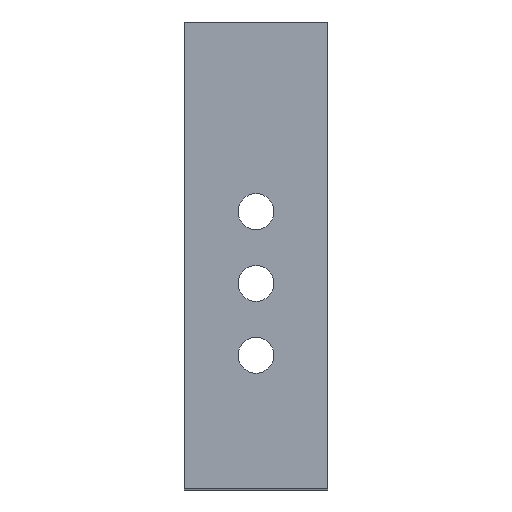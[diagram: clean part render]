
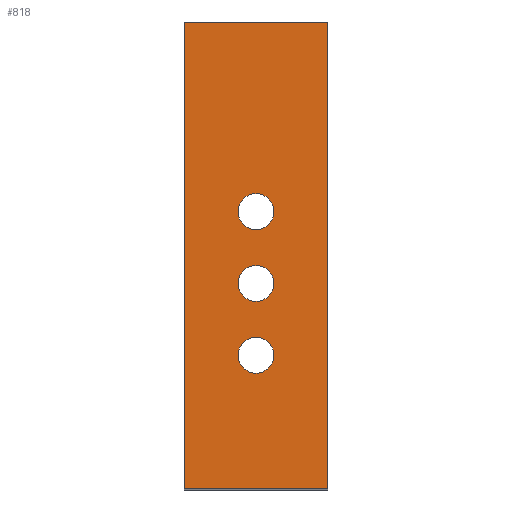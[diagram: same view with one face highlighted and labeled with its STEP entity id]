
A CAD part, top view. The second image highlights one B-rep face of the part: STEP entity #818.
In plain terms, the highlighted planar face has unit normal (0, 0, 1).
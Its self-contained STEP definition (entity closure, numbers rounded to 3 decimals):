
#6 = CARTESIAN_POINT ( 'NONE',  ( -35.752, -41.372, 3. ) ) ;
#13 = VECTOR ( 'NONE', #605, 1000. ) ;
#16 = CARTESIAN_POINT ( 'NONE',  ( -23.252, -59.972, 3. ) ) ;
#20 = LINE ( 'NONE', #566, #295 ) ;
#29 = CARTESIAN_POINT ( 'NONE',  ( -33.252, -31.372, 3. ) ) ;
#36 = CARTESIAN_POINT ( 'NONE',  ( -30.752, -41.372, 3. ) ) ;
#45 = AXIS2_PLACEMENT_3D ( 'NONE', #29, #586, #872 ) ;
#49 = CARTESIAN_POINT ( 'NONE',  ( -43.252, 5.028, 3. ) ) ;
#64 = ORIENTED_EDGE ( 'NONE', *, *, #595, .T. ) ;
#80 = CIRCLE ( 'NONE', #893, 2.5 ) ;
#89 = VERTEX_POINT ( 'NONE', #544 ) ;
#94 = DIRECTION ( 'NONE',  ( 1., 0., 0. ) ) ;
#97 = VERTEX_POINT ( 'NONE', #110 ) ;
#100 = EDGE_CURVE ( 'NONE', #89, #247, #268, .T. ) ;
#110 = CARTESIAN_POINT ( 'NONE',  ( -23.252, -59.972, 3. ) ) ;
#122 = CARTESIAN_POINT ( 'NONE',  ( -33.252, -41.372, 3. ) ) ;
#131 = DIRECTION ( 'NONE',  ( 1., 0., 0. ) ) ;
#146 = DIRECTION ( 'NONE',  ( 0., 1., 0. ) ) ;
#171 = DIRECTION ( 'NONE',  ( 0., 0., 1. ) ) ;
#200 = CARTESIAN_POINT ( 'NONE',  ( -35.752, -21.372, 3. ) ) ;
#201 = ORIENTED_EDGE ( 'NONE', *, *, #491, .T. ) ;
#204 = AXIS2_PLACEMENT_3D ( 'NONE', #269, #613, #905 ) ;
#214 = CARTESIAN_POINT ( 'NONE',  ( -30.752, -31.372, 3. ) ) ;
#230 = FACE_BOUND ( 'NONE', #443, .T. ) ;
#237 = EDGE_CURVE ( 'NONE', #523, #270, #361, .T. ) ;
#243 = VERTEX_POINT ( 'NONE', #752 ) ;
#244 = EDGE_CURVE ( 'NONE', #817, #844, #884, .T. ) ;
#247 = VERTEX_POINT ( 'NONE', #49 ) ;
#268 = LINE ( 'NONE', #754, #899 ) ;
#269 = CARTESIAN_POINT ( 'NONE',  ( -33.252, -31.372, 3. ) ) ;
#270 = VERTEX_POINT ( 'NONE', #678 ) ;
#278 = EDGE_LOOP ( 'NONE', ( #551, #64, #201, #354 ) ) ;
#285 = DIRECTION ( 'NONE',  ( 0., -1., 0. ) ) ;
#295 = VECTOR ( 'NONE', #285, 1000. ) ;
#298 = CARTESIAN_POINT ( 'NONE',  ( 0., 0., 3. ) ) ;
#327 = LINE ( 'NONE', #795, #13 ) ;
#348 = AXIS2_PLACEMENT_3D ( 'NONE', #478, #755, #131 ) ;
#354 = ORIENTED_EDGE ( 'NONE', *, *, #100, .T. ) ;
#361 = CIRCLE ( 'NONE', #45, 2.5 ) ;
#366 = PLANE ( 'NONE',  #387 ) ;
#387 = AXIS2_PLACEMENT_3D ( 'NONE', #298, #574, #94 ) ;
#399 = EDGE_CURVE ( 'NONE', #844, #817, #712, .T. ) ;
#443 = EDGE_LOOP ( 'NONE', ( #783, #618 ) ) ;
#448 = DIRECTION ( 'NONE',  ( 1., 0., 0. ) ) ;
#474 = CARTESIAN_POINT ( 'NONE',  ( -30.752, -21.372, 3. ) ) ;
#477 = ORIENTED_EDGE ( 'NONE', *, *, #237, .F. ) ;
#478 = CARTESIAN_POINT ( 'NONE',  ( -33.252, -41.372, 3. ) ) ;
#491 = EDGE_CURVE ( 'NONE', #97, #89, #766, .T. ) ;
#494 = EDGE_LOOP ( 'NONE', ( #477, #653 ) ) ;
#505 = FACE_BOUND ( 'NONE', #494, .T. ) ;
#519 = CARTESIAN_POINT ( 'NONE',  ( -33.252, -21.372, 3. ) ) ;
#523 = VERTEX_POINT ( 'NONE', #214 ) ;
#544 = CARTESIAN_POINT ( 'NONE',  ( -23.252, 5.028, 3. ) ) ;
#551 = ORIENTED_EDGE ( 'NONE', *, *, #782, .T. ) ;
#563 = DIRECTION ( 'NONE',  ( 0., 0., 1. ) ) ;
#566 = CARTESIAN_POINT ( 'NONE',  ( -43.252, -59.972, 3. ) ) ;
#572 = EDGE_LOOP ( 'NONE', ( #851, #669 ) ) ;
#574 = DIRECTION ( 'NONE',  ( 0., 0., 1. ) ) ;
#586 = DIRECTION ( 'NONE',  ( 0., 0., 1. ) ) ;
#595 = EDGE_CURVE ( 'NONE', #243, #97, #327, .T. ) ;
#605 = DIRECTION ( 'NONE',  ( 1., 0., 0. ) ) ;
#611 = EDGE_CURVE ( 'NONE', #660, #859, #779, .T. ) ;
#613 = DIRECTION ( 'NONE',  ( 0., 0., 1. ) ) ;
#618 = ORIENTED_EDGE ( 'NONE', *, *, #611, .F. ) ;
#623 = AXIS2_PLACEMENT_3D ( 'NONE', #122, #670, #747 ) ;
#642 = DIRECTION ( 'NONE',  ( 1., 0., 0. ) ) ;
#653 = ORIENTED_EDGE ( 'NONE', *, *, #654, .F. ) ;
#654 = EDGE_CURVE ( 'NONE', #270, #523, #881, .T. ) ;
#660 = VERTEX_POINT ( 'NONE', #200 ) ;
#669 = ORIENTED_EDGE ( 'NONE', *, *, #244, .F. ) ;
#670 = DIRECTION ( 'NONE',  ( 0., 0., 1. ) ) ;
#678 = CARTESIAN_POINT ( 'NONE',  ( -35.752, -31.372, 3. ) ) ;
#680 = DIRECTION ( 'NONE',  ( -1., 0., 0. ) ) ;
#698 = EDGE_CURVE ( 'NONE', #859, #660, #80, .T. ) ;
#712 = CIRCLE ( 'NONE', #348, 2.5 ) ;
#720 = FACE_BOUND ( 'NONE', #572, .T. ) ;
#747 = DIRECTION ( 'NONE',  ( 1., 0., 0. ) ) ;
#750 = CARTESIAN_POINT ( 'NONE',  ( -33.252, -21.372, 3. ) ) ;
#752 = CARTESIAN_POINT ( 'NONE',  ( -43.252, -59.972, 3. ) ) ;
#754 = CARTESIAN_POINT ( 'NONE',  ( -23.252, 5.028, 3. ) ) ;
#755 = DIRECTION ( 'NONE',  ( 0., 0., 1. ) ) ;
#766 = LINE ( 'NONE', #16, #784 ) ;
#779 = CIRCLE ( 'NONE', #860, 2.5 ) ;
#780 = FACE_OUTER_BOUND ( 'NONE', #278, .T. ) ;
#782 = EDGE_CURVE ( 'NONE', #247, #243, #20, .T. ) ;
#783 = ORIENTED_EDGE ( 'NONE', *, *, #698, .F. ) ;
#784 = VECTOR ( 'NONE', #146, 1000. ) ;
#795 = CARTESIAN_POINT ( 'NONE',  ( -23.252, -59.972, 3. ) ) ;
#817 = VERTEX_POINT ( 'NONE', #6 ) ;
#818 = ADVANCED_FACE ( 'NONE', ( #720, #230, #505, #780 ), #366, .T. ) ;
#844 = VERTEX_POINT ( 'NONE', #36 ) ;
#851 = ORIENTED_EDGE ( 'NONE', *, *, #399, .F. ) ;
#859 = VERTEX_POINT ( 'NONE', #474 ) ;
#860 = AXIS2_PLACEMENT_3D ( 'NONE', #519, #171, #448 ) ;
#872 = DIRECTION ( 'NONE',  ( 1., 0., 0. ) ) ;
#881 = CIRCLE ( 'NONE', #204, 2.5 ) ;
#884 = CIRCLE ( 'NONE', #623, 2.5 ) ;
#893 = AXIS2_PLACEMENT_3D ( 'NONE', #750, #563, #642 ) ;
#899 = VECTOR ( 'NONE', #680, 1000. ) ;
#905 = DIRECTION ( 'NONE',  ( 1., 0., 0. ) ) ;
